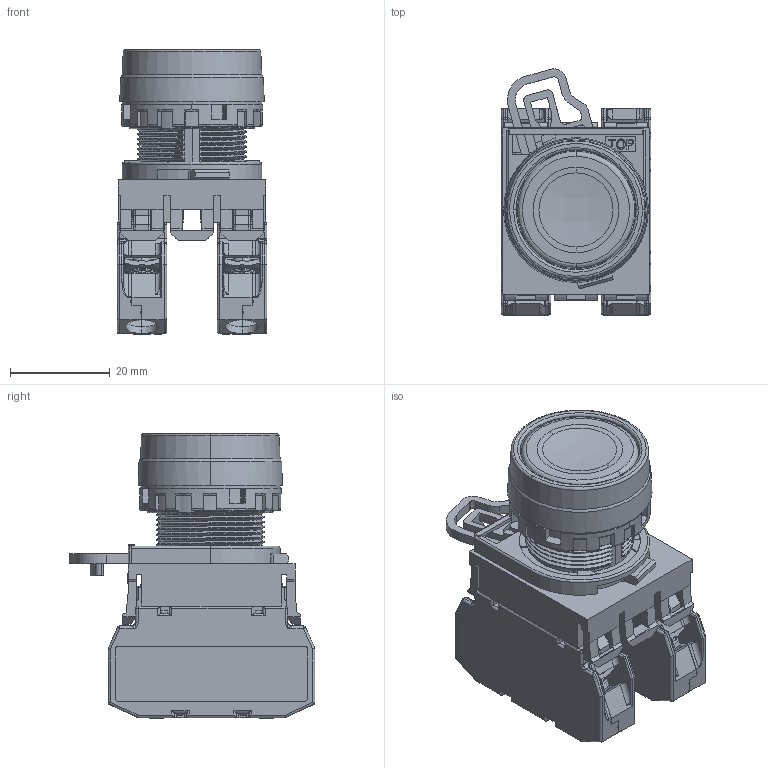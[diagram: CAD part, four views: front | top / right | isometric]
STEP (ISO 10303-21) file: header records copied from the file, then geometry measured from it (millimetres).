
FILE_DESCRIPTION (( 'STEP AP214' ), '1' );
FILE_NAME ('SB-22.BSF_BFF.STEP', '2021-05-11T10:02:15', ( '' ), ( '' ), 'SwSTEP 2.0', 'SolidWorks 2016', '' );
FILE_SCHEMA (( 'AUTOMOTIVE_DESIGN' ));
Length unit declared in the file: millimetre
Products named in the file (1): SB-22.BSF_BFF
Bounding box: 30.1 x 49.34 x 57.15 mm (x, y, z)
Surface area: 34870.6 mm2 (no closed solid volume)
Topology: 0 solids, 34 shells, 3455 faces, 9595 edges, 6162 vertices
Faces by surface type: plane 2156, cylinder 884, bspline 358, cone 39, torus 18
Entity records: 190345 total; most frequent: CARTESIAN_POINT 68362, ORIENTED_EDGE 18931, DIRECTION 15148, EDGE_CURVE 9501, LINE 6590, VECTOR 6590, VERTEX_POINT 6160, AXIS2_PLACEMENT_3D 4279
